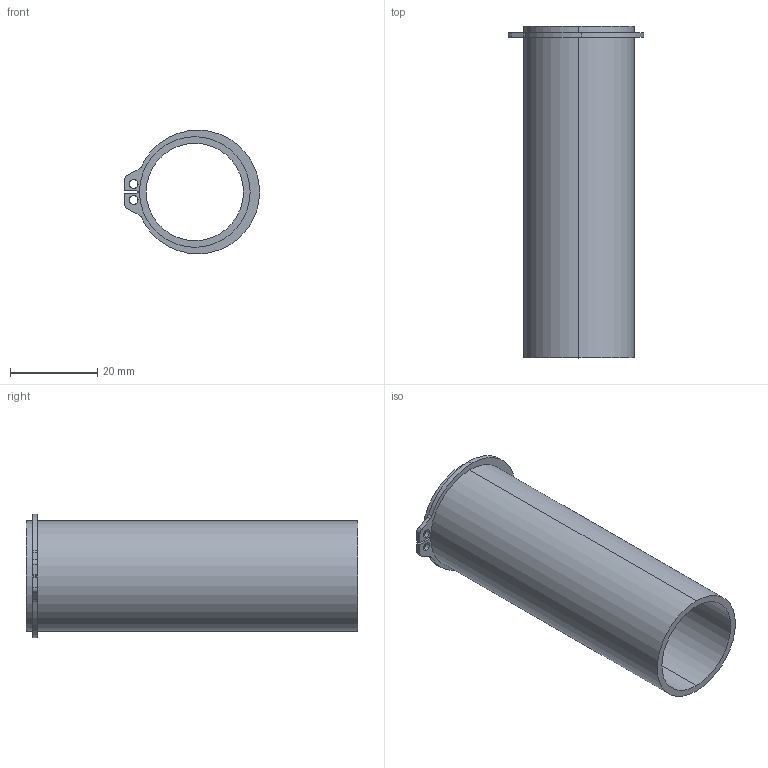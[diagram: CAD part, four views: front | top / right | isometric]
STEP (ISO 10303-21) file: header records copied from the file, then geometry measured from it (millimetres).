
FILE_DESCRIPTION (( 'STEP AP203' ), '1' );
FILE_NAME ('635206 assembly.STEP', '2014-07-23T20:21:01', ( 'Kyle' ), ( 'Microsoft' ), 'SwSTEP 2.0', 'SolidWorks 2014', '' );
FILE_SCHEMA (( 'CONFIG_CONTROL_DESIGN' ));
Length unit declared in the file: inch
Products named in the file (3): 635206; 97633A300_97633A300; 635206 assembly
Assembly tree (2 placements, depth 2):
  635206 assembly
    635206
    97633A300_97633A300
Bounding box: 31.06 x 76.2 x 28.42 mm (x, y, z)
Volume: 8862.2 mm3; surface area: 12375.8 mm2
Topology: 2 solids, 2 shells, 34 faces, 84 edges, 56 vertices
Faces by surface type: cylinder 22, plane 12
Entity records: 1355 total; most frequent: DIRECTION 206, CARTESIAN_POINT 179, ORIENTED_EDGE 168, EDGE_CURVE 84, AXIS2_PLACEMENT_3D 83, VERTEX_POINT 56, CIRCLE 44, EDGE_LOOP 42
